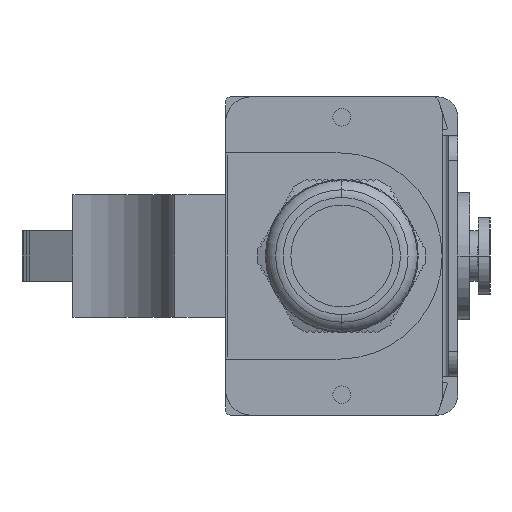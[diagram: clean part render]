
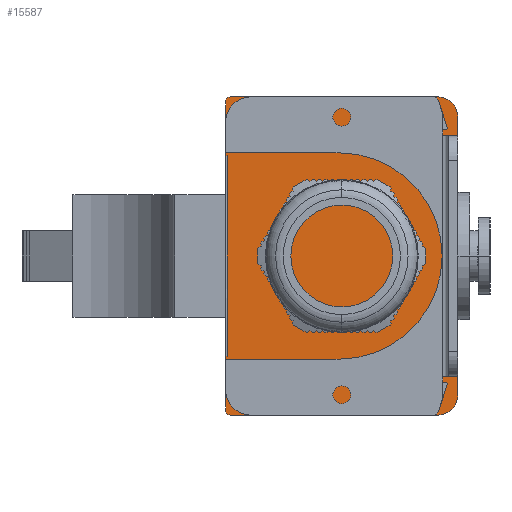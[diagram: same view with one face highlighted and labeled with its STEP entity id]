
A CAD part, left-side view. The second image highlights one B-rep face of the part: STEP entity #15587.
In plain terms, the highlighted planar face has unit normal (-1, 0, 0).
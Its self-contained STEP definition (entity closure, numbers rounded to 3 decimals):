
#1=DIRECTION('',(0.,-1.,0.));
#2=VECTOR('',#1,40.6);
#3=CARTESIAN_POINT('',(0.,44.6,31.25));
#4=LINE('',#3,#2);
#5=CARTESIAN_POINT('',(0.,4.,27.25));
#6=DIRECTION('',(1.,0.,0.));
#7=DIRECTION('',(0.,0.,1.));
#8=AXIS2_PLACEMENT_3D('',#5,#6,#7);
#10=DIRECTION('',(0.,0.,-1.));
#11=VECTOR('',#10,54.5);
#12=CARTESIAN_POINT('',(0.,0.,27.25));
#13=LINE('',#12,#11);
#14=CARTESIAN_POINT('',(0.,4.,-27.25));
#15=DIRECTION('',(1.,0.,0.));
#16=DIRECTION('',(0.,-1.,0.));
#17=AXIS2_PLACEMENT_3D('',#14,#15,#16);
#19=DIRECTION('',(0.,1.,0.));
#20=VECTOR('',#19,40.6);
#21=CARTESIAN_POINT('',(0.,4.,-31.25));
#22=LINE('',#21,#20);
#23=DIRECTION('',(0.,0.,1.));
#24=VECTOR('',#23,10.6);
#25=CARTESIAN_POINT('',(0.,45.6,-30.25));
#26=LINE('',#25,#24);
#27=DIRECTION('',(0.,-1.,0.));
#28=VECTOR('',#27,0.3);
#29=CARTESIAN_POINT('',(0.,45.6,-19.65));
#30=LINE('',#29,#28);
#31=DIRECTION('',(0.,0.,-1.));
#32=VECTOR('',#31,39.3);
#33=CARTESIAN_POINT('',(0.,45.3,19.65));
#34=LINE('',#33,#32);
#35=DIRECTION('',(0.,-1.,0.));
#36=VECTOR('',#35,0.3);
#37=CARTESIAN_POINT('',(0.,45.6,19.65));
#38=LINE('',#37,#36);
#39=DIRECTION('',(0.,0.,1.));
#40=VECTOR('',#39,10.6);
#41=CARTESIAN_POINT('',(0.,45.6,19.65));
#42=LINE('',#41,#40);
#56=CARTESIAN_POINT('',(0.,44.6,30.25));
#57=DIRECTION('',(-1.,0.,0.));
#58=DIRECTION('',(0.,0.,1.));
#59=AXIS2_PLACEMENT_3D('',#56,#57,#58);
#11572=CARTESIAN_POINT('',(0.,44.6,-30.25));
#11573=DIRECTION('',(-1.,0.,0.));
#11574=DIRECTION('',(0.,1.,0.));
#11575=AXIS2_PLACEMENT_3D('',#11572,#11573,#11574);
#12017=CARTESIAN_POINT('',(0.,4.,31.25));
#12018=CARTESIAN_POINT('',(0.,0.,27.25));
#12019=VERTEX_POINT('',#12017);
#12020=VERTEX_POINT('',#12018);
#12021=CARTESIAN_POINT('',(0.,0.,-27.25));
#12022=VERTEX_POINT('',#12021);
#12023=CARTESIAN_POINT('',(0.,4.,-31.25));
#12024=VERTEX_POINT('',#12023);
#12037=CARTESIAN_POINT('',(0.,45.3,19.65));
#12038=CARTESIAN_POINT('',(0.,45.3,-19.65));
#12039=VERTEX_POINT('',#12037);
#12040=VERTEX_POINT('',#12038);
#12041=CARTESIAN_POINT('',(0.,45.6,19.65));
#12042=VERTEX_POINT('',#12041);
#12043=CARTESIAN_POINT('',(0.,45.6,-19.65));
#12044=VERTEX_POINT('',#12043);
#14437=CARTESIAN_POINT('',(0.,45.6,30.25));
#14439=VERTEX_POINT('',#14437);
#14442=CARTESIAN_POINT('',(0.,44.6,31.25));
#14443=VERTEX_POINT('',#14442);
#14445=CARTESIAN_POINT('',(0.,44.6,-31.25));
#14447=VERTEX_POINT('',#14445);
#14450=CARTESIAN_POINT('',(0.,45.6,-30.25));
#14451=VERTEX_POINT('',#14450);
#15556=CARTESIAN_POINT('',(0.,0.,0.));
#15557=DIRECTION('',(1.,0.,0.));
#15558=DIRECTION('',(0.,0.,-1.));
#15559=AXIS2_PLACEMENT_3D('',#15556,#15557,#15558);
#15560=PLANE('',#15559);
#15562=ORIENTED_EDGE('',*,*,#15561,.F.);
#15564=ORIENTED_EDGE('',*,*,#15563,.T.);
#15566=ORIENTED_EDGE('',*,*,#15565,.T.);
#15568=ORIENTED_EDGE('',*,*,#15567,.T.);
#15570=ORIENTED_EDGE('',*,*,#15569,.T.);
#15572=ORIENTED_EDGE('',*,*,#15571,.T.);
#15574=ORIENTED_EDGE('',*,*,#15573,.F.);
#15576=ORIENTED_EDGE('',*,*,#15575,.T.);
#15578=ORIENTED_EDGE('',*,*,#15577,.T.);
#15580=ORIENTED_EDGE('',*,*,#15579,.F.);
#15582=ORIENTED_EDGE('',*,*,#15581,.F.);
#15584=ORIENTED_EDGE('',*,*,#15583,.T.);
#15585=EDGE_LOOP('',(#15562,#15564,#15566,#15568,#15570,#15572,#15574,#15576,
#15578,#15580,#15582,#15584));
#15586=FACE_OUTER_BOUND('',#15585,.F.);
#15587=ADVANCED_FACE('',(#15586),#15560,.F.);
#9=CIRCLE('',#8,4.);
#18=CIRCLE('',#17,4.);
#60=CIRCLE('',#59,1.);
#11576=CIRCLE('',#11575,1.);
#15561=EDGE_CURVE('',#14443,#14439,#60,.T.);
#15563=EDGE_CURVE('',#14443,#12019,#4,.T.);
#15565=EDGE_CURVE('',#12019,#12020,#9,.T.);
#15567=EDGE_CURVE('',#12020,#12022,#13,.T.);
#15569=EDGE_CURVE('',#12022,#12024,#18,.T.);
#15571=EDGE_CURVE('',#12024,#14447,#22,.T.);
#15573=EDGE_CURVE('',#14451,#14447,#11576,.T.);
#15575=EDGE_CURVE('',#14451,#12044,#26,.T.);
#15577=EDGE_CURVE('',#12044,#12040,#30,.T.);
#15579=EDGE_CURVE('',#12039,#12040,#34,.T.);
#15581=EDGE_CURVE('',#12042,#12039,#38,.T.);
#15583=EDGE_CURVE('',#12042,#14439,#42,.T.);
